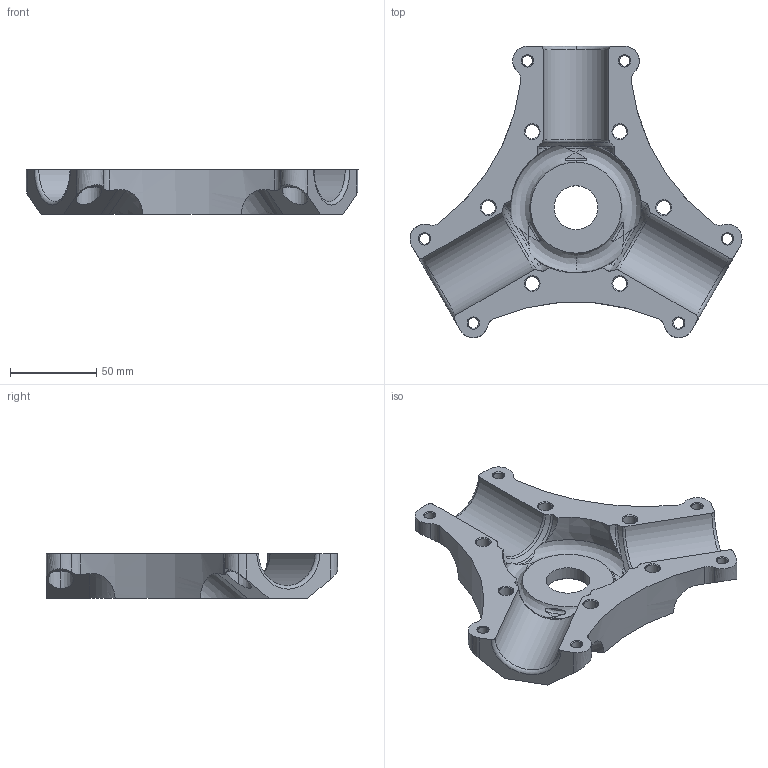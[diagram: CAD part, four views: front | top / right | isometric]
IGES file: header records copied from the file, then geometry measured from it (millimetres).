
Start section: SolidWorks IGES file using analytic representation for surfaces
Global section: file name: ÂÔØ Ñòóïèöà-2.1 101.6 - 25.IGS; native system: SolidWorks 2013; preprocessor: SolidWorks 2013; author: NICK; date: 130118.211256; units: millimetre
Bounding box: 192.37 x 168.88 x 26 mm (x, y, z)
Volume: 244594.8 mm3; surface area: 59893 mm2
Topology: 1 solids, 1 shells, 197 faces, 505 edges, 316 vertices
Faces by surface type: revolution 174, plane 23
